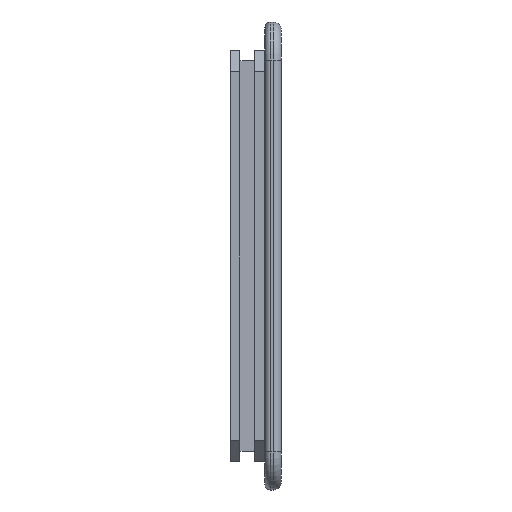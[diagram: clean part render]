
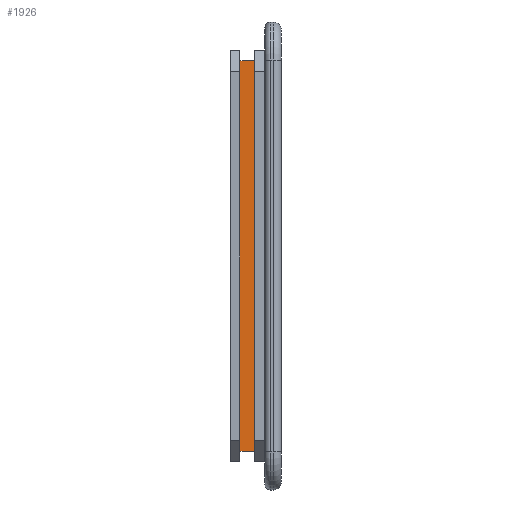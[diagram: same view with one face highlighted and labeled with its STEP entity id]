
A CAD part, left-side view. The second image highlights one B-rep face of the part: STEP entity #1926.
In plain terms, the highlighted planar face has unit normal (-1, 0, 0).
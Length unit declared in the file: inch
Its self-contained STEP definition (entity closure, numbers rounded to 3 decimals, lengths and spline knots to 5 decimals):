
#47 = LINE ( 'NONE', #644, #599 ) ;
#66 = CARTESIAN_POINT ( 'NONE',  ( 0.0715, 0.049, -0.7885 ) ) ;
#119 = AXIS2_PLACEMENT_3D ( 'NONE', #66, #850, #2376 ) ;
#184 = DIRECTION ( 'NONE',  ( 0., 0., 1. ) ) ;
#215 = LINE ( 'NONE', #993, #2297 ) ;
#273 = ORIENTED_EDGE ( 'NONE', *, *, #1691, .F. ) ;
#314 = DIRECTION ( 'NONE',  ( 0., 1., 0. ) ) ;
#318 = VECTOR ( 'NONE', #184, 39.37008 ) ;
#404 = CARTESIAN_POINT ( 'NONE',  ( 0.0715, 0.076, -0.7885 ) ) ;
#423 = VERTEX_POINT ( 'NONE', #1680 ) ;
#469 = ORIENTED_EDGE ( 'NONE', *, *, #2162, .T. ) ;
#517 = CARTESIAN_POINT ( 'NONE',  ( 0.0715, 0.076, -0.7885 ) ) ;
#599 = VECTOR ( 'NONE', #1596, 39.37008 ) ;
#644 = CARTESIAN_POINT ( 'NONE',  ( 0.0715, 0.049, -0.7885 ) ) ;
#671 = VERTEX_POINT ( 'NONE', #517 ) ;
#702 = ORIENTED_EDGE ( 'NONE', *, *, #2370, .T. ) ;
#824 = DIRECTION ( 'NONE',  ( 0., 0., 1. ) ) ;
#850 = DIRECTION ( 'NONE',  ( -1., 0., 0. ) ) ;
#883 = CARTESIAN_POINT ( 'NONE',  ( 0.0715, 0.049, -0.0715 ) ) ;
#993 = CARTESIAN_POINT ( 'NONE',  ( 0.0715, 0.049, -0.7885 ) ) ;
#1192 = CARTESIAN_POINT ( 'NONE',  ( 0.0715, 0.049, -0.7885 ) ) ;
#1570 = VERTEX_POINT ( 'NONE', #2497 ) ;
#1596 = DIRECTION ( 'NONE',  ( 0., 1., 0. ) ) ;
#1601 = FACE_OUTER_BOUND ( 'NONE', #2129, .T. ) ;
#1680 = CARTESIAN_POINT ( 'NONE',  ( 0.0715, 0.076, -0.0715 ) ) ;
#1685 = VERTEX_POINT ( 'NONE', #1192 ) ;
#1691 = EDGE_CURVE ( 'NONE', #671, #423, #2120, .T. ) ;
#1699 = LINE ( 'NONE', #883, #2337 ) ;
#1926 = ADVANCED_FACE ( 'NONE', ( #1601 ), #2431, .T. ) ;
#2120 = LINE ( 'NONE', #404, #318 ) ;
#2129 = EDGE_LOOP ( 'NONE', ( #273, #2206, #469, #702 ) ) ;
#2162 = EDGE_CURVE ( 'NONE', #1685, #1570, #215, .T. ) ;
#2206 = ORIENTED_EDGE ( 'NONE', *, *, #2268, .F. ) ;
#2268 = EDGE_CURVE ( 'NONE', #1685, #671, #47, .T. ) ;
#2297 = VECTOR ( 'NONE', #824, 39.37008 ) ;
#2337 = VECTOR ( 'NONE', #314, 39.37008 ) ;
#2370 = EDGE_CURVE ( 'NONE', #1570, #423, #1699, .T. ) ;
#2376 = DIRECTION ( 'NONE',  ( 0., 0., 1. ) ) ;
#2431 = PLANE ( 'NONE',  #119 ) ;
#2497 = CARTESIAN_POINT ( 'NONE',  ( 0.0715, 0.049, -0.0715 ) ) ;
